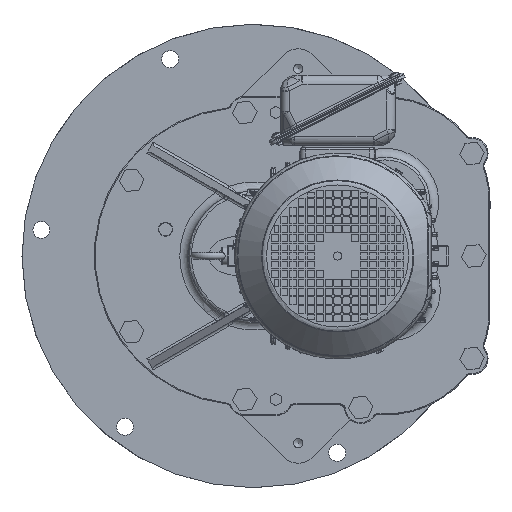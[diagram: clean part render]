
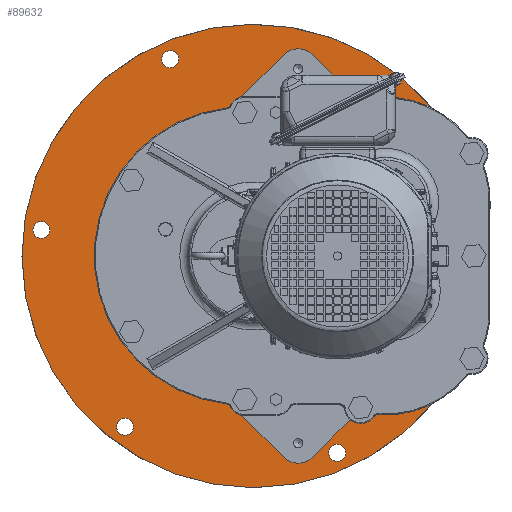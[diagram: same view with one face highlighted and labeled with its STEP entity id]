
A CAD part, left-side view. The second image highlights one B-rep face of the part: STEP entity #89632.
In plain terms, the highlighted planar face has unit normal (-1, 0, 0).
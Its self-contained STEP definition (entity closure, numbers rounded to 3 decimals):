
#185 = DIRECTION ( 'NONE',  ( 1., 0., 0. ) ) ;
#1730 = DIRECTION ( 'NONE',  ( 0., -1., 0. ) ) ;
#3437 = CIRCLE ( 'NONE', #22340, 104.5 ) ;
#5665 = CIRCLE ( 'NONE', #102158, 9.5 ) ;
#5690 = DIRECTION ( 'NONE',  ( -1., 0., 0. ) ) ;
#6229 = EDGE_CURVE ( 'NONE', #104755, #44716, #69277, .T. ) ;
#6532 = CIRCLE ( 'NONE', #140647, 9.5 ) ;
#6698 = ORIENTED_EDGE ( 'NONE', *, *, #23581, .F. ) ;
#7883 = DIRECTION ( 'NONE',  ( 0., 0., 1. ) ) ;
#8198 = CARTESIAN_POINT ( 'NONE',  ( -24., -147.65, 60.856 ) ) ;
#8840 = VERTEX_POINT ( 'NONE', #108360 ) ;
#10286 = VERTEX_POINT ( 'NONE', #92053 ) ;
#10628 = DIRECTION ( 'NONE',  ( 0., 0., 1. ) ) ;
#11355 = CARTESIAN_POINT ( 'NONE',  ( -24., -260., -154. ) ) ;
#11546 = CARTESIAN_POINT ( 'NONE',  ( -24., -210., -65. ) ) ;
#11747 = FACE_BOUND ( 'NONE', #32736, .T. ) ;
#13066 = VERTEX_POINT ( 'NONE', #31916 ) ;
#13184 = CARTESIAN_POINT ( 'NONE',  ( -24., -210., 0. ) ) ;
#13215 = PLANE ( 'NONE',  #20849 ) ;
#15361 = DIRECTION ( 'NONE',  ( -1., 0., 0. ) ) ;
#16849 = DIRECTION ( 'NONE',  ( 0., 0., 1. ) ) ;
#18075 = AXIS2_PLACEMENT_3D ( 'NONE', #21632, #185, #45195 ) ;
#18636 = VERTEX_POINT ( 'NONE', #76899 ) ;
#18702 = CARTESIAN_POINT ( 'NONE',  ( -24., -260., 154. ) ) ;
#20394 = CIRCLE ( 'NONE', #18075, 260. ) ;
#20487 = DIRECTION ( 'NONE',  ( -1., 0., 0. ) ) ;
#20849 = AXIS2_PLACEMENT_3D ( 'NONE', #73659, #59634, #16849 ) ;
#20892 = VERTEX_POINT ( 'NONE', #11546 ) ;
#21632 = CARTESIAN_POINT ( 'NONE',  ( -24., 0., 0. ) ) ;
#22000 = CIRCLE ( 'NONE', #125518, 9.5 ) ;
#22340 = AXIS2_PLACEMENT_3D ( 'NONE', #8198, #53165, #143016 ) ;
#23581 = EDGE_CURVE ( 'NONE', #18636, #18636, #142614, .T. ) ;
#24285 = FACE_BOUND ( 'NONE', #126869, .T. ) ;
#26036 = ORIENTED_EDGE ( 'NONE', *, *, #47343, .F. ) ;
#26626 = ORIENTED_EDGE ( 'NONE', *, *, #68191, .F. ) ;
#27813 = DIRECTION ( 'NONE',  ( 0., 0., 1. ) ) ;
#29572 = EDGE_CURVE ( 'NONE', #20892, #110599, #69271, .T. ) ;
#29924 = VECTOR ( 'NONE', #84352, 1000. ) ;
#30897 = CIRCLE ( 'NONE', #143733, 104.5 ) ;
#31706 = CARTESIAN_POINT ( 'NONE',  ( -24., -144.436, 201.173 ) ) ;
#31916 = CARTESIAN_POINT ( 'NONE',  ( -24., -223.67, 132.559 ) ) ;
#32277 = CARTESIAN_POINT ( 'NONE',  ( -24., -273.357, -18.01 ) ) ;
#32736 = EDGE_LOOP ( 'NONE', ( #49663 ) ) ;
#39025 = EDGE_LOOP ( 'NONE', ( #73117 ) ) ;
#39126 = CARTESIAN_POINT ( 'NONE',  ( -24., -238.211, -19.749 ) ) ;
#41102 = VECTOR ( 'NONE', #103097, 1000. ) ;
#44298 = ORIENTED_EDGE ( 'NONE', *, *, #77150, .F. ) ;
#44463 = DIRECTION ( 'NONE',  ( 0., 0., 1. ) ) ;
#44716 = VERTEX_POINT ( 'NONE', #71898 ) ;
#45195 = DIRECTION ( 'NONE',  ( 0., 0., -1. ) ) ;
#47343 = EDGE_CURVE ( 'NONE', #110599, #44716, #30897, .T. ) ;
#48926 = DIRECTION ( 'NONE',  ( 0., 0., 1. ) ) ;
#49663 = ORIENTED_EDGE ( 'NONE', *, *, #64468, .F. ) ;
#51443 = CARTESIAN_POINT ( 'NONE',  ( -24., 238.211, 38.749 ) ) ;
#53165 = DIRECTION ( 'NONE',  ( -1., 0., 0. ) ) ;
#53450 = CARTESIAN_POINT ( 'NONE',  ( -24., 12., -154. ) ) ;
#53566 = VECTOR ( 'NONE', #1730, 1000. ) ;
#53603 = ORIENTED_EDGE ( 'NONE', *, *, #132195, .F. ) ;
#53648 = DIRECTION ( 'NONE',  ( 0., 0., 1. ) ) ;
#54952 = VERTEX_POINT ( 'NONE', #53450 ) ;
#55133 = LINE ( 'NONE', #32277, #119911 ) ;
#57057 = LINE ( 'NONE', #11355, #53566 ) ;
#57467 = FACE_BOUND ( 'NONE', #89411, .T. ) ;
#57952 = AXIS2_PLACEMENT_3D ( 'NONE', #103498, #71100, #48926 ) ;
#58404 = EDGE_LOOP ( 'NONE', ( #116382, #26036, #135379, #26626, #63070, #73645, #92289, #53603, #69124 ) ) ;
#59634 = DIRECTION ( 'NONE',  ( -1., 0., 0. ) ) ;
#62052 = AXIS2_PLACEMENT_3D ( 'NONE', #143440, #65418, #7883 ) ;
#62066 = ORIENTED_EDGE ( 'NONE', *, *, #82590, .F. ) ;
#63070 = ORIENTED_EDGE ( 'NONE', *, *, #137692, .F. ) ;
#64468 = EDGE_CURVE ( 'NONE', #140029, #140029, #5665, .T. ) ;
#64936 = VERTEX_POINT ( 'NONE', #31706 ) ;
#65418 = DIRECTION ( 'NONE',  ( -1., 0., 0. ) ) ;
#65571 = CARTESIAN_POINT ( 'NONE',  ( -24., -255.898, 46. ) ) ;
#68191 = EDGE_CURVE ( 'NONE', #68336, #20892, #55133, .T. ) ;
#68336 = VERTEX_POINT ( 'NONE', #125797 ) ;
#69117 = CIRCLE ( 'NONE', #62052, 154. ) ;
#69124 = ORIENTED_EDGE ( 'NONE', *, *, #87192, .F. ) ;
#69271 = LINE ( 'NONE', #13184, #144208 ) ;
#69277 = LINE ( 'NONE', #114180, #41102 ) ;
#71100 = DIRECTION ( 'NONE',  ( -1., 0., 0. ) ) ;
#71898 = CARTESIAN_POINT ( 'NONE',  ( -24., -251.089, 46. ) ) ;
#73117 = ORIENTED_EDGE ( 'NONE', *, *, #97657, .F. ) ;
#73645 = ORIENTED_EDGE ( 'NONE', *, *, #111946, .F. ) ;
#73659 = CARTESIAN_POINT ( 'NONE',  ( -24., -260., 0. ) ) ;
#73778 = AXIS2_PLACEMENT_3D ( 'NONE', #105939, #5690, #27813 ) ;
#75808 = CARTESIAN_POINT ( 'NONE',  ( -24., 93.775, 220.921 ) ) ;
#75942 = EDGE_CURVE ( 'NONE', #114607, #106688, #105686, .T. ) ;
#76571 = VERTEX_POINT ( 'NONE', #51443 ) ;
#76574 = CARTESIAN_POINT ( 'NONE',  ( -24., -238.211, -29.249 ) ) ;
#76899 = CARTESIAN_POINT ( 'NONE',  ( -24., 144.436, -182.173 ) ) ;
#76992 = CARTESIAN_POINT ( 'NONE',  ( -24., -147.65, 60.856 ) ) ;
#77150 = EDGE_CURVE ( 'NONE', #64936, #64936, #6532, .T. ) ;
#79209 = DIRECTION ( 'NONE',  ( -1., 0., 0. ) ) ;
#82590 = EDGE_CURVE ( 'NONE', #8840, #8840, #134674, .T. ) ;
#84352 = DIRECTION ( 'NONE',  ( 0., 1., 0. ) ) ;
#85324 = AXIS2_PLACEMENT_3D ( 'NONE', #75808, #132423, #100719 ) ;
#87192 = EDGE_CURVE ( 'NONE', #104755, #13066, #20394, .T. ) ;
#89411 = EDGE_LOOP ( 'NONE', ( #91388 ) ) ;
#89632 = ADVANCED_FACE ( 'NONE', ( #112744, #123073, #11747, #90650, #135541, #57467, #24285 ), #13215, .T. ) ;
#90650 = FACE_BOUND ( 'NONE', #131048, .T. ) ;
#91388 = ORIENTED_EDGE ( 'NONE', *, *, #130335, .F. ) ;
#92053 = CARTESIAN_POINT ( 'NONE',  ( -24., -93.775, -211.421 ) ) ;
#92289 = ORIENTED_EDGE ( 'NONE', *, *, #75942, .F. ) ;
#94988 = CIRCLE ( 'NONE', #73778, 9.5 ) ;
#97657 = EDGE_CURVE ( 'NONE', #10286, #10286, #94988, .T. ) ;
#99679 = CARTESIAN_POINT ( 'NONE',  ( -24., -210., -23.006 ) ) ;
#99770 = DIRECTION ( 'NONE',  ( -1., 0., 0. ) ) ;
#100719 = DIRECTION ( 'NONE',  ( 0., 0., 1. ) ) ;
#102158 = AXIS2_PLACEMENT_3D ( 'NONE', #76574, #20487, #53648 ) ;
#103090 = DIRECTION ( 'NONE',  ( 0., 0., 1. ) ) ;
#103097 = DIRECTION ( 'NONE',  ( 0., 1., 0. ) ) ;
#103106 = CARTESIAN_POINT ( 'NONE',  ( -24., -144.436, 191.673 ) ) ;
#103498 = CARTESIAN_POINT ( 'NONE',  ( -24., 144.436, -191.673 ) ) ;
#104564 = DIRECTION ( 'NONE',  ( 0., 0., 1. ) ) ;
#104755 = VERTEX_POINT ( 'NONE', #65571 ) ;
#105686 = LINE ( 'NONE', #18702, #29924 ) ;
#105939 = CARTESIAN_POINT ( 'NONE',  ( -24., -93.775, -220.921 ) ) ;
#106688 = VERTEX_POINT ( 'NONE', #110392 ) ;
#108360 = CARTESIAN_POINT ( 'NONE',  ( -24., 93.775, 230.421 ) ) ;
#110392 = CARTESIAN_POINT ( 'NONE',  ( -24., 12., 154. ) ) ;
#110599 = VERTEX_POINT ( 'NONE', #99679 ) ;
#111122 = DIRECTION ( 'NONE',  ( 0., -0.803, 0.596 ) ) ;
#111946 = EDGE_CURVE ( 'NONE', #106688, #54952, #69117, .T. ) ;
#112329 = CARTESIAN_POINT ( 'NONE',  ( -24., 238.211, 29.249 ) ) ;
#112744 = FACE_OUTER_BOUND ( 'NONE', #58404, .T. ) ;
#114180 = CARTESIAN_POINT ( 'NONE',  ( -24., -260., 46. ) ) ;
#114607 = VERTEX_POINT ( 'NONE', #135343 ) ;
#116382 = ORIENTED_EDGE ( 'NONE', *, *, #6229, .T. ) ;
#119911 = VECTOR ( 'NONE', #111122, 1000. ) ;
#123073 = FACE_BOUND ( 'NONE', #39025, .T. ) ;
#125518 = AXIS2_PLACEMENT_3D ( 'NONE', #112329, #79209, #10628 ) ;
#125797 = CARTESIAN_POINT ( 'NONE',  ( -24., -90., -154. ) ) ;
#126869 = EDGE_LOOP ( 'NONE', ( #44298 ) ) ;
#130335 = EDGE_CURVE ( 'NONE', #76571, #76571, #22000, .T. ) ;
#131048 = EDGE_LOOP ( 'NONE', ( #6698 ) ) ;
#132195 = EDGE_CURVE ( 'NONE', #13066, #114607, #3437, .T. ) ;
#132423 = DIRECTION ( 'NONE',  ( -1., 0., 0. ) ) ;
#134674 = CIRCLE ( 'NONE', #85324, 9.5 ) ;
#135343 = CARTESIAN_POINT ( 'NONE',  ( -24., -100.275, 154. ) ) ;
#135379 = ORIENTED_EDGE ( 'NONE', *, *, #29572, .F. ) ;
#135541 = FACE_BOUND ( 'NONE', #140512, .T. ) ;
#137692 = EDGE_CURVE ( 'NONE', #54952, #68336, #57057, .T. ) ;
#140029 = VERTEX_POINT ( 'NONE', #39126 ) ;
#140512 = EDGE_LOOP ( 'NONE', ( #62066 ) ) ;
#140647 = AXIS2_PLACEMENT_3D ( 'NONE', #103106, #15361, #104564 ) ;
#142614 = CIRCLE ( 'NONE', #57952, 9.5 ) ;
#143016 = DIRECTION ( 'NONE',  ( 0., 0., 1. ) ) ;
#143440 = CARTESIAN_POINT ( 'NONE',  ( -24., 12., 0. ) ) ;
#143733 = AXIS2_PLACEMENT_3D ( 'NONE', #76992, #99770, #44463 ) ;
#144208 = VECTOR ( 'NONE', #103090, 1000. ) ;
